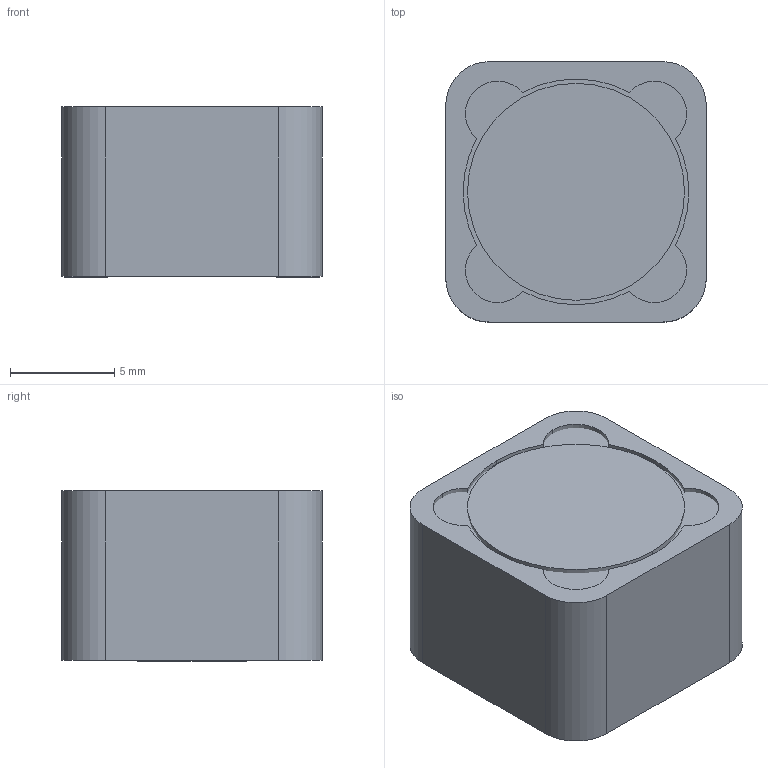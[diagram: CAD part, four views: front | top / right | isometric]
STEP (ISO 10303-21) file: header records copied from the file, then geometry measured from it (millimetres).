
FILE_DESCRIPTION (( 'STEP AP214' ), '1' );
FILE_NAME ('COIL.STEP', '2018-11-29T16:19:50', ( '' ), ( '' ), 'SwSTEP 2.0', 'SolidWorks 2018', '' );
FILE_SCHEMA (( 'AUTOMOTIVE_DESIGN' ));
Length unit declared in the file: millimetre
Products named in the file (1): COIL
Bounding box: 12.5 x 12.5 x 8.17 mm (x, y, z)
Surface area: 1985.9 mm2
Topology: 5 solids, 5 shells, 71 faces, 163 edges, 102 vertices
Faces by surface type: plane 52, cylinder 19
Entity records: 2842 total; most frequent: DIRECTION 357, CARTESIAN_POINT 337, ORIENTED_EDGE 326, EDGE_CURVE 163, AXIS2_PLACEMENT_3D 122, VECTOR 113, LINE 113, VERTEX_POINT 102
